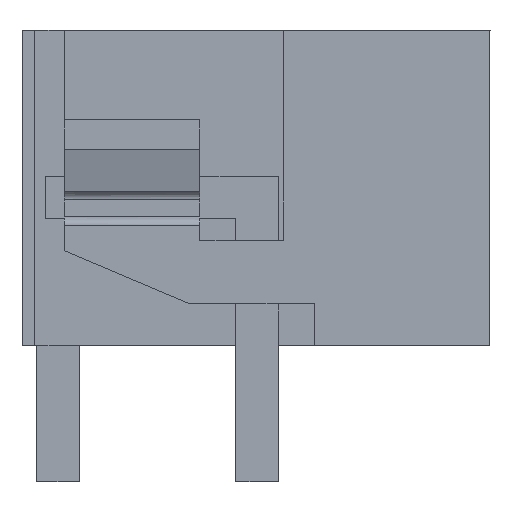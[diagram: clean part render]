
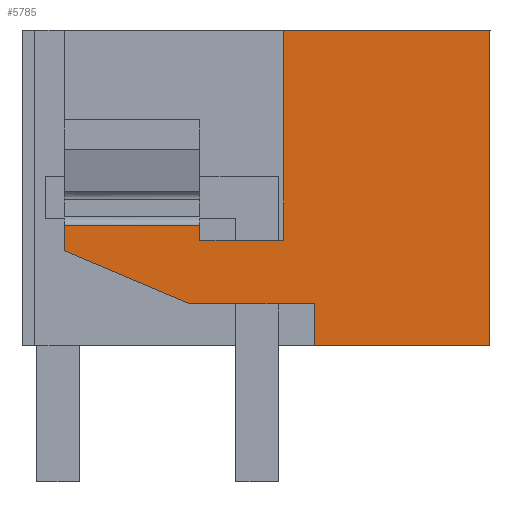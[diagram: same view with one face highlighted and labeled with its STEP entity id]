
A CAD part, left-side view. The second image highlights one B-rep face of the part: STEP entity #5785.
In plain terms, the highlighted planar face has unit normal (-1, 0, 0).
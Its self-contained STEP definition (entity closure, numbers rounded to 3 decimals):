
#5716=AXIS2_PLACEMENT_3D('Plane Axis2P3D',#5713,#5714,#5715) ;
#88=CARTESIAN_POINT('Vertex',(0.,0.,3.2)) ;
#93=CARTESIAN_POINT('Line Origine',(0.,2.075,3.2)) ;
#97=CARTESIAN_POINT('Vertex',(0.,4.15,3.2)) ;
#1929=CARTESIAN_POINT('Vertex',(0.,4.875,10.65)) ;
#1932=CARTESIAN_POINT('Line Origine',(0.,2.437,10.65)) ;
#1936=CARTESIAN_POINT('Vertex',(0.,0.,10.65)) ;
#5588=CARTESIAN_POINT('Line Origine',(0.,0.,6.925)) ;
#5713=CARTESIAN_POINT('Axis2P3D Location',(0.,11.05,0.)) ;
#5718=CARTESIAN_POINT('Line Origine',(0.,4.875,8.175)) ;
#5722=CARTESIAN_POINT('Vertex',(0.,4.875,5.7)) ;
#5725=CARTESIAN_POINT('Line Origine',(0.,5.863,5.7)) ;
#5729=CARTESIAN_POINT('Vertex',(0.,6.85,5.7)) ;
#5732=CARTESIAN_POINT('Line Origine',(0.,6.85,5.875)) ;
#5736=CARTESIAN_POINT('Vertex',(0.,6.85,6.05)) ;
#5739=CARTESIAN_POINT('Line Origine',(0.,8.45,6.05)) ;
#5743=CARTESIAN_POINT('Vertex',(0.,10.05,6.05)) ;
#5746=CARTESIAN_POINT('Line Origine',(0.,10.05,5.75)) ;
#5750=CARTESIAN_POINT('Vertex',(0.,10.05,5.45)) ;
#5753=CARTESIAN_POINT('Line Origine',(0.,8.571,4.823)) ;
#5757=CARTESIAN_POINT('Vertex',(0.,7.092,4.197)) ;
#5760=CARTESIAN_POINT('Line Origine',(0.,5.621,4.197)) ;
#5764=CARTESIAN_POINT('Vertex',(0.,4.15,4.197)) ;
#5767=CARTESIAN_POINT('Line Origine',(0.,4.15,3.698)) ;
#94=DIRECTION('Vector Direction',(0.,1.,0.)) ;
#1933=DIRECTION('Vector Direction',(0.,-1.,0.)) ;
#5589=DIRECTION('Vector Direction',(0.,0.,-1.)) ;
#5714=DIRECTION('Axis2P3D Direction',(-1.,0.,0.)) ;
#5715=DIRECTION('Axis2P3D XDirection',(0.,-1.,0.)) ;
#5719=DIRECTION('Vector Direction',(0.,0.,1.)) ;
#5726=DIRECTION('Vector Direction',(0.,1.,0.)) ;
#5733=DIRECTION('Vector Direction',(0.,0.,1.)) ;
#5740=DIRECTION('Vector Direction',(0.,-1.,0.)) ;
#5747=DIRECTION('Vector Direction',(0.,0.,-1.)) ;
#5754=DIRECTION('Vector Direction',(0.,0.921,0.39)) ;
#5761=DIRECTION('Vector Direction',(0.,-1.,0.)) ;
#5768=DIRECTION('Vector Direction',(0.,0.,-1.)) ;
#95=VECTOR('Line Direction',#94,1.) ;
#1934=VECTOR('Line Direction',#1933,1.) ;
#5590=VECTOR('Line Direction',#5589,1.) ;
#5720=VECTOR('Line Direction',#5719,1.) ;
#5727=VECTOR('Line Direction',#5726,1.) ;
#5734=VECTOR('Line Direction',#5733,1.) ;
#5741=VECTOR('Line Direction',#5740,1.) ;
#5748=VECTOR('Line Direction',#5747,1.) ;
#5755=VECTOR('Line Direction',#5754,1.) ;
#5762=VECTOR('Line Direction',#5761,1.) ;
#5769=VECTOR('Line Direction',#5768,1.) ;
#5773=ORIENTED_EDGE('',*,*,#99,.T.) ;
#5774=ORIENTED_EDGE('',*,*,#5592,.T.) ;
#5775=ORIENTED_EDGE('',*,*,#1938,.T.) ;
#5776=ORIENTED_EDGE('',*,*,#5724,.T.) ;
#5777=ORIENTED_EDGE('',*,*,#5731,.T.) ;
#5778=ORIENTED_EDGE('',*,*,#5738,.T.) ;
#5779=ORIENTED_EDGE('',*,*,#5745,.F.) ;
#5780=ORIENTED_EDGE('',*,*,#5752,.T.) ;
#5781=ORIENTED_EDGE('',*,*,#5759,.T.) ;
#5782=ORIENTED_EDGE('',*,*,#5766,.T.) ;
#5783=ORIENTED_EDGE('',*,*,#5771,.T.) ;
#5785=ADVANCED_FACE('HOUSING',(#5784),#5717,.T.) ;
#99=EDGE_CURVE('',#98,#89,#96,.F.) ;
#1938=EDGE_CURVE('',#1937,#1930,#1935,.F.) ;
#5592=EDGE_CURVE('',#89,#1937,#5591,.F.) ;
#5724=EDGE_CURVE('',#1930,#5723,#5721,.F.) ;
#5731=EDGE_CURVE('',#5723,#5730,#5728,.T.) ;
#5738=EDGE_CURVE('',#5730,#5737,#5735,.T.) ;
#5745=EDGE_CURVE('',#5744,#5737,#5742,.T.) ;
#5752=EDGE_CURVE('',#5744,#5751,#5749,.T.) ;
#5759=EDGE_CURVE('',#5751,#5758,#5756,.F.) ;
#5766=EDGE_CURVE('',#5758,#5765,#5763,.T.) ;
#5771=EDGE_CURVE('',#5765,#98,#5770,.T.) ;
#5772=EDGE_LOOP('',(#5773,#5774,#5775,#5776,#5777,#5778,#5779,#5780,#5781,#5782,#5783)) ;
#5784=FACE_OUTER_BOUND('',#5772,.T.) ;
#96=LINE('Line',#93,#95) ;
#1935=LINE('Line',#1932,#1934) ;
#5591=LINE('Line',#5588,#5590) ;
#5721=LINE('Line',#5718,#5720) ;
#5728=LINE('Line',#5725,#5727) ;
#5735=LINE('Line',#5732,#5734) ;
#5742=LINE('Line',#5739,#5741) ;
#5749=LINE('Line',#5746,#5748) ;
#5756=LINE('Line',#5753,#5755) ;
#5763=LINE('Line',#5760,#5762) ;
#5770=LINE('Line',#5767,#5769) ;
#5717=PLANE('',#5716) ;
#89=VERTEX_POINT('',#88) ;
#98=VERTEX_POINT('',#97) ;
#1930=VERTEX_POINT('',#1929) ;
#1937=VERTEX_POINT('',#1936) ;
#5723=VERTEX_POINT('',#5722) ;
#5730=VERTEX_POINT('',#5729) ;
#5737=VERTEX_POINT('',#5736) ;
#5744=VERTEX_POINT('',#5743) ;
#5751=VERTEX_POINT('',#5750) ;
#5758=VERTEX_POINT('',#5757) ;
#5765=VERTEX_POINT('',#5764) ;
